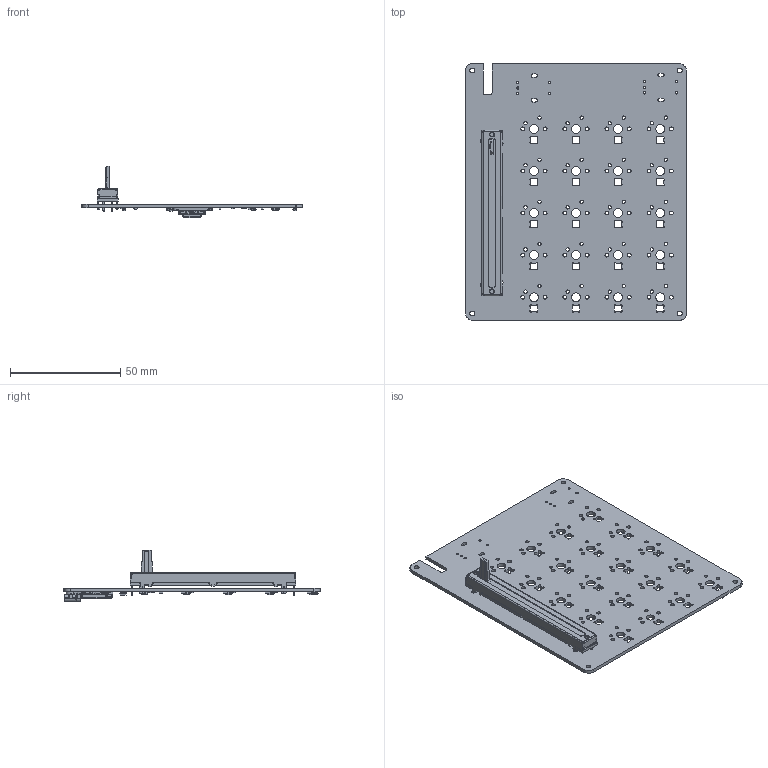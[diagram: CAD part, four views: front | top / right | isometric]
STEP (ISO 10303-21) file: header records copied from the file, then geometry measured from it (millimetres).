
FILE_DESCRIPTION(('KiCad electronic assembly'),'2;1');
FILE_NAME('macropad.step','2025-01-08T14:53:32',('Pcbnew'),('Kicad'), 'Open CASCADE STEP processor 7.8','KiCad to STEP converter','Unknown' );
FILE_SCHEMA(('AUTOMOTIVE_DESIGN { 1 0 10303 214 1 1 1 1 }'));
Length unit declared in the file: millimetre
Products named in the file (14): macropad 1; PTA6043-2010CIB103; 60310CI; R_0603_1608Metric; C_0603_1608Metric; D_SOD-123; D_SOD_123; SOT-23-5; SOT_23_5; Seeed Studio XIAO RP2040 v26; macropad_PCB
Assembly tree (74 placements, depth 3):
  macropad 1
    PTA6043-2010CIB103
      60310CI
    R_0603_1608Metric  x17
      R_0603_1608Metric
    C_0603_1608Metric  x25
      C_0603_1608Metric
    D_SOD-123  x22
      D_SOD_123
    SOT-23-5
      SOT_23_5
    Seeed Studio XIAO RP2040 v26
      Seeed Studio XIAO RP2040 v26
    macropad_PCB
Bounding box: 100 x 116 x 23.11 mm (x, y, z)
Volume: 22143.3 mm3; surface area: 32961.9 mm2
Topology: 155 solids, 155 shells, 4945 faces, 12647 edges, 8078 vertices
Faces by surface type: plane 2847, cylinder 1260, bspline 810, torus 12, sphere 10, cone 6
Full cylindrical faces by diameter (mm): 0.4 x1, 0.5 x2, 0.8 x14, 1 x10, 1.2 x3, 1.5 x42, 1.7 x44, 2 x1, 2.2 x4, 4 x20
Entity records: 81545 total; most frequent: CARTESIAN_POINT 17671, ORIENTED_EDGE 13094, DIRECTION 11899, EDGE_CURVE 6547, LINE 4689, VECTOR 4689, VERTEX_POINT 4290, AXIS2_PLACEMENT_3D 3605
